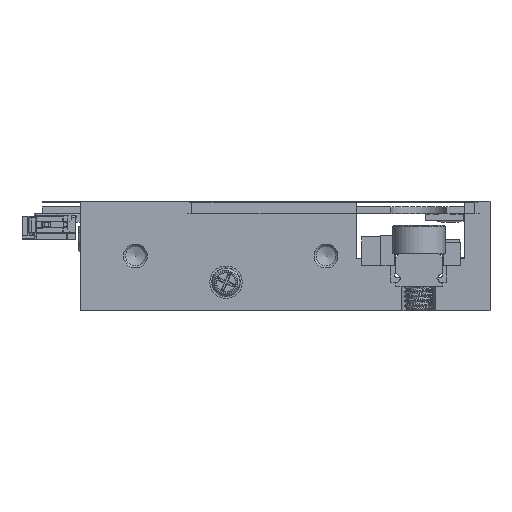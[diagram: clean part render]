
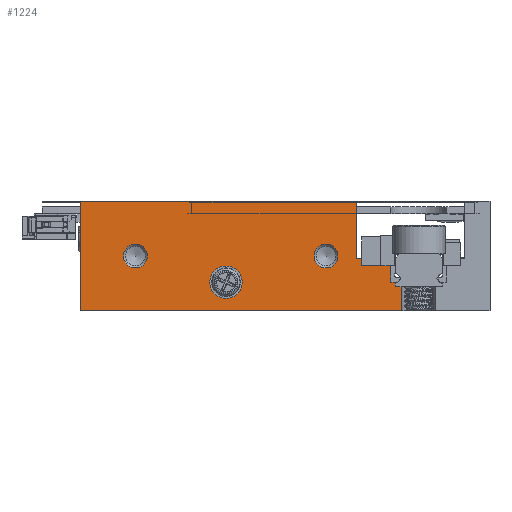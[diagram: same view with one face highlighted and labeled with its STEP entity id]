
A CAD part, left-side view. The second image highlights one B-rep face of the part: STEP entity #1224.
In plain terms, the highlighted planar face has unit normal (-1, 0, 0).
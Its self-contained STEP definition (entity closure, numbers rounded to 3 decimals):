
#508 = VERTEX_POINT('',#509);
#509 = CARTESIAN_POINT('',(-15.,43.,11.5));
#515 = EDGE_CURVE('',#508,#516,#518,.T.);
#516 = VERTEX_POINT('',#517);
#517 = CARTESIAN_POINT('',(-15.,14.05,11.5));
#518 = LINE('',#519,#520);
#519 = CARTESIAN_POINT('',(-15.,43.,11.5));
#520 = VECTOR('',#521,1.);
#521 = DIRECTION('',(0.,-1.,0.));
#597 = VERTEX_POINT('',#598);
#598 = CARTESIAN_POINT('',(-15.,43.,0.));
#604 = EDGE_CURVE('',#508,#597,#605,.T.);
#605 = LINE('',#606,#607);
#606 = CARTESIAN_POINT('',(-15.,43.,11.5));
#607 = VECTOR('',#608,1.);
#608 = DIRECTION('',(0.,0.,-1.));
#759 = EDGE_CURVE('',#760,#516,#762,.T.);
#760 = VERTEX_POINT('',#761);
#761 = CARTESIAN_POINT('',(-15.,14.05,5.5));
#762 = LINE('',#763,#764);
#763 = CARTESIAN_POINT('',(-15.,14.05,5.5));
#764 = VECTOR('',#765,1.);
#765 = DIRECTION('',(0.,0.,1.));
#1029 = VERTEX_POINT('',#1030);
#1030 = CARTESIAN_POINT('',(-15.,9.25,0.));
#1036 = EDGE_CURVE('',#597,#1029,#1037,.T.);
#1037 = LINE('',#1038,#1039);
#1038 = CARTESIAN_POINT('',(-15.,43.,0.));
#1039 = VECTOR('',#1040,1.);
#1040 = DIRECTION('',(0.,-1.,0.));
#1224 = ADVANCED_FACE('',(#1225,#1236,#1247,#1258),#1294,.F.);
#1225 = FACE_BOUND('',#1226,.T.);
#1226 = EDGE_LOOP('',(#1227));
#1227 = ORIENTED_EDGE('',*,*,#1228,.T.);
#1228 = EDGE_CURVE('',#1229,#1229,#1231,.T.);
#1229 = VERTEX_POINT('',#1230);
#1230 = CARTESIAN_POINT('',(-15.,29.4,3.));
#1231 = CIRCLE('',#1232,1.7);
#1232 = AXIS2_PLACEMENT_3D('',#1233,#1234,#1235);
#1233 = CARTESIAN_POINT('',(-15.,27.7,3.));
#1234 = DIRECTION('',(1.,0.,0.));
#1235 = DIRECTION('',(0.,1.,0.));
#1236 = FACE_BOUND('',#1237,.T.);
#1237 = EDGE_LOOP('',(#1238));
#1238 = ORIENTED_EDGE('',*,*,#1239,.T.);
#1239 = EDGE_CURVE('',#1240,#1240,#1242,.T.);
#1240 = VERTEX_POINT('',#1241);
#1241 = CARTESIAN_POINT('',(-15.,38.45,5.75));
#1242 = CIRCLE('',#1243,1.25);
#1243 = AXIS2_PLACEMENT_3D('',#1244,#1245,#1246);
#1244 = CARTESIAN_POINT('',(-15.,37.2,5.75));
#1245 = DIRECTION('',(1.,0.,0.));
#1246 = DIRECTION('',(0.,1.,0.));
#1247 = FACE_BOUND('',#1248,.T.);
#1248 = EDGE_LOOP('',(#1249));
#1249 = ORIENTED_EDGE('',*,*,#1250,.T.);
#1250 = EDGE_CURVE('',#1251,#1251,#1253,.T.);
#1251 = VERTEX_POINT('',#1252);
#1252 = CARTESIAN_POINT('',(-15.,18.45,5.75));
#1253 = CIRCLE('',#1254,1.25);
#1254 = AXIS2_PLACEMENT_3D('',#1255,#1256,#1257);
#1255 = CARTESIAN_POINT('',(-15.,17.2,5.75));
#1256 = DIRECTION('',(1.,0.,0.));
#1257 = DIRECTION('',(0.,1.,0.));
#1258 = FACE_BOUND('',#1259,.T.);
#1259 = EDGE_LOOP('',(#1260,#1261,#1269,#1277,#1285,#1291,#1292,#1293));
#1260 = ORIENTED_EDGE('',*,*,#1036,.T.);
#1261 = ORIENTED_EDGE('',*,*,#1262,.T.);
#1262 = EDGE_CURVE('',#1029,#1263,#1265,.T.);
#1263 = VERTEX_POINT('',#1264);
#1264 = CARTESIAN_POINT('',(-15.,9.25,3.));
#1265 = LINE('',#1266,#1267);
#1266 = CARTESIAN_POINT('',(-15.,9.25,-0.3));
#1267 = VECTOR('',#1268,1.);
#1268 = DIRECTION('',(0.,0.,1.));
#1269 = ORIENTED_EDGE('',*,*,#1270,.T.);
#1270 = EDGE_CURVE('',#1263,#1271,#1273,.T.);
#1271 = VERTEX_POINT('',#1272);
#1272 = CARTESIAN_POINT('',(-15.,10.4,3.));
#1273 = LINE('',#1274,#1275);
#1274 = CARTESIAN_POINT('',(-15.,4.6,3.));
#1275 = VECTOR('',#1276,1.);
#1276 = DIRECTION('',(0.,1.,0.));
#1277 = ORIENTED_EDGE('',*,*,#1278,.T.);
#1278 = EDGE_CURVE('',#1271,#1279,#1281,.T.);
#1279 = VERTEX_POINT('',#1280);
#1280 = CARTESIAN_POINT('',(-15.,10.4,5.5));
#1281 = LINE('',#1282,#1283);
#1282 = CARTESIAN_POINT('',(-15.,10.4,3.));
#1283 = VECTOR('',#1284,1.);
#1284 = DIRECTION('',(0.,0.,1.));
#1285 = ORIENTED_EDGE('',*,*,#1286,.T.);
#1286 = EDGE_CURVE('',#1279,#760,#1287,.T.);
#1287 = LINE('',#1288,#1289);
#1288 = CARTESIAN_POINT('',(-15.,10.4,5.5));
#1289 = VECTOR('',#1290,1.);
#1290 = DIRECTION('',(0.,1.,0.));
#1291 = ORIENTED_EDGE('',*,*,#759,.T.);
#1292 = ORIENTED_EDGE('',*,*,#515,.F.);
#1293 = ORIENTED_EDGE('',*,*,#604,.T.);
#1294 = PLANE('',#1295);
#1295 = AXIS2_PLACEMENT_3D('',#1296,#1297,#1298);
#1296 = CARTESIAN_POINT('',(-15.,43.,11.5));
#1297 = DIRECTION('',(1.,0.,0.));
#1298 = DIRECTION('',(0.,1.,0.));
